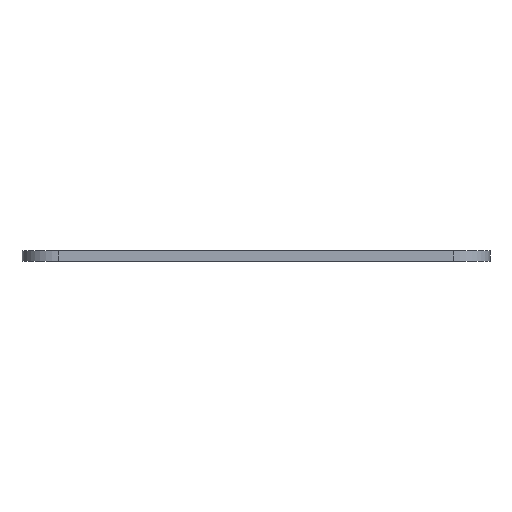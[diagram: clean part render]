
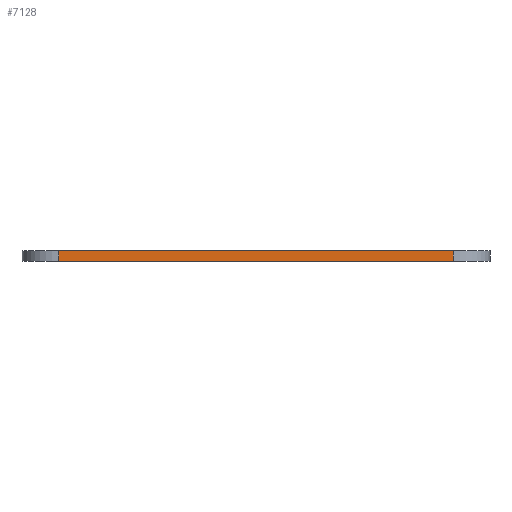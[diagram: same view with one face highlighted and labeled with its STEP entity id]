
A CAD part, front view. The second image highlights one B-rep face of the part: STEP entity #7128.
In plain terms, the highlighted planar face has unit normal (0, -1, 0).
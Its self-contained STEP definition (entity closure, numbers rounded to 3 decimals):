
#238=PLANE('',#7330);
#586=FACE_OUTER_BOUND('',#990,.T.);
#990=EDGE_LOOP('',(#6270,#6271,#6272,#6273));
#1494=LINE('',#14030,#2057);
#1532=LINE('',#14174,#2095);
#1533=LINE('',#14177,#2096);
#1534=LINE('',#14178,#2097);
#2057=VECTOR('',#8019,10.);
#2095=VECTOR('',#8141,10.);
#2096=VECTOR('',#8144,10.);
#2097=VECTOR('',#8145,10.);
#3232=VERTEX_POINT('',#14027);
#3233=VERTEX_POINT('',#14029);
#3297=VERTEX_POINT('',#14172);
#3298=VERTEX_POINT('',#14176);
#4241=EDGE_CURVE('',#3233,#3232,#1494,.T.);
#4311=EDGE_CURVE('',#3233,#3297,#1532,.T.);
#4312=EDGE_CURVE('',#3298,#3232,#1533,.T.);
#4313=EDGE_CURVE('',#3297,#3298,#1534,.T.);
#6270=ORIENTED_EDGE('',*,*,#4311,.F.);
#6271=ORIENTED_EDGE('',*,*,#4241,.T.);
#6272=ORIENTED_EDGE('',*,*,#4312,.F.);
#6273=ORIENTED_EDGE('',*,*,#4313,.F.);
#7128=ADVANCED_FACE('',(#586),#238,.T.);
#7330=AXIS2_PLACEMENT_3D('',#14175,#8142,#8143);
#8019=DIRECTION('',(1.,0.,0.));
#8141=DIRECTION('',(0.,0.,1.));
#8142=DIRECTION('center_axis',(0.,-1.,0.));
#8143=DIRECTION('ref_axis',(1.,0.,0.));
#8144=DIRECTION('',(0.,0.,-1.));
#8145=DIRECTION('',(1.,0.,0.));
#14027=CARTESIAN_POINT('',(47.198,-67.703,0.));
#14029=CARTESIAN_POINT('',(-6.685,-67.703,0.));
#14030=CARTESIAN_POINT('',(-11.685,-67.703,0.));
#14172=CARTESIAN_POINT('',(-6.685,-67.703,1.5));
#14174=CARTESIAN_POINT('',(-6.685,-67.703,0.));
#14175=CARTESIAN_POINT('Origin',(-11.685,-67.703,0.));
#14176=CARTESIAN_POINT('',(47.198,-67.703,1.5));
#14177=CARTESIAN_POINT('',(47.198,-67.703,0.));
#14178=CARTESIAN_POINT('',(-11.685,-67.703,1.5));
